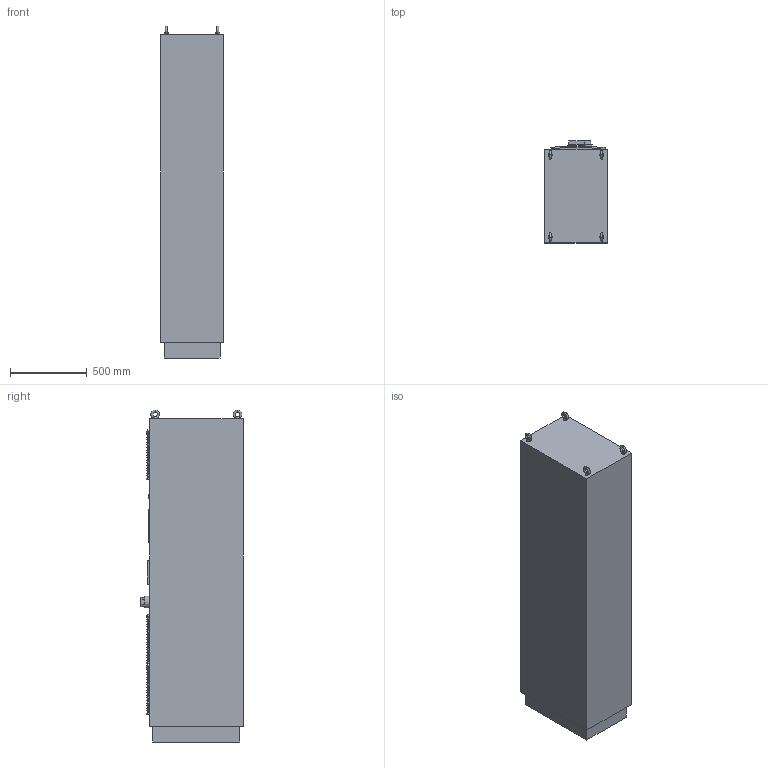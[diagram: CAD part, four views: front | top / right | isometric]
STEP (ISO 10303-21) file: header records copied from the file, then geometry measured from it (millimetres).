
FILE_DESCRIPTION(/* description */ (''),/* implementation_level */ '2;1');
FILE_NAME(/* name */ 'Out_AAF03.stp',/* time_stamp */ '2025-05-02T15:20:04+06:00',/* author */ ('U381548'),/* organization */ (''),/* preprocessor_version */ 'ST-DEVELOPER v18.1',/* originating_system */ 'Autodesk Inventor 2022',/* authorisation */ '');
FILE_SCHEMA (('AUTOMOTIVE_DESIGN { 1 0 10303 214 3 1 1 }'));
Length unit declared in the file: millimetre
Products named in the file (1): Out_AAF03
Bounding box: 408 x 664.49 x 2158.1 mm (x, y, z)
Volume: 507127613.9 mm3; surface area: 5186882 mm2
Topology: 1 solids, 1 shells, 291 faces, 800 edges, 528 vertices
Faces by surface type: bspline 123, plane 87, cylinder 73, torus 8
Full cylindrical faces by diameter (mm): 8 x4, 15 x8, 24 x4, 29.56 x1, 60.012 x1, 76.996 x1
Entity records: 9771 total; most frequent: CARTESIAN_POINT 2567, ORIENTED_EDGE 1600, DIRECTION 1381, EDGE_CURVE 800, VERTEX_POINT 528, LINE 509, VECTOR 509, AXIS2_PLACEMENT_3D 436
